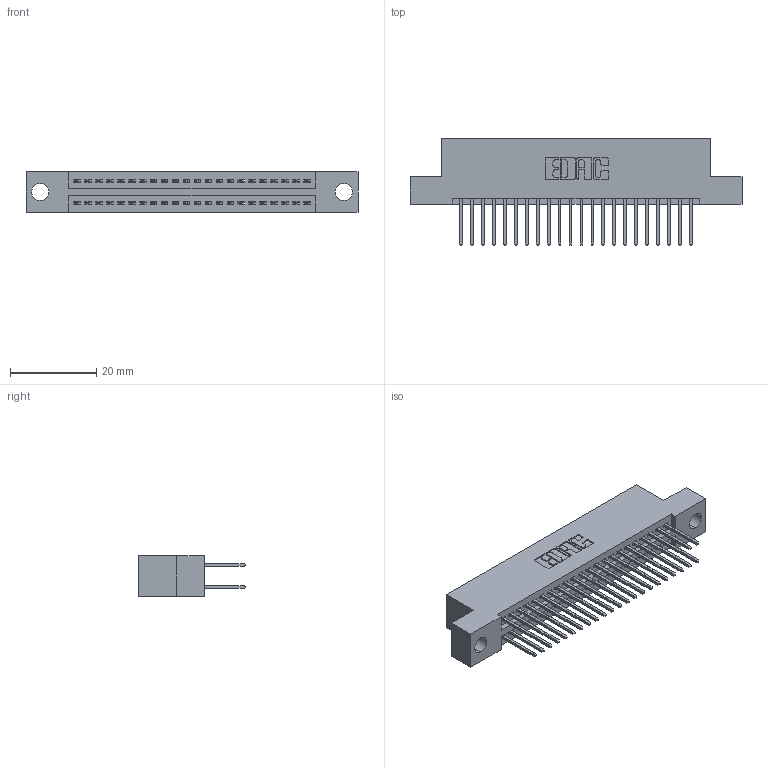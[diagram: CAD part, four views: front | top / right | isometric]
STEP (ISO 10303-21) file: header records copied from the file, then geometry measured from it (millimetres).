
FILE_DESCRIPTION (( 'STEP AP203' ), '1' );
FILE_NAME ('395-044-523-204.STEP', '2021-06-16T22:33:45', ( '' ), ( '' ), 'SwSTEP 2.0', 'SolidWorks 2020', '' );
FILE_SCHEMA (( 'CONFIG_CONTROL_DESIGN' ));
Length unit declared in the file: inch
Products named in the file (3): 395-044-523-204; 345-292-001_345-293-123; 345 Part_Flush Mounting Lugs - 0.156 Dia-TI
Assembly tree (45 placements, depth 2):
  395-044-523-204
    345 Part_Flush Mounting Lugs - 0.156 Dia-TI
    345-292-001_345-293-123  x44
Bounding box: 77.09 x 24.82 x 9.4 mm (x, y, z)
Volume: 7287.1 mm3; surface area: 10640.3 mm2
Topology: 45 solids, 45 shells, 2340 faces, 6933 edges, 4562 vertices
Faces by surface type: plane 1546, cylinder 794
Entity records: 20391 total; most frequent: CARTESIAN_POINT 3442, ORIENTED_EDGE 3374, DIRECTION 3059, EDGE_CURVE 1687, LINE 1467, VECTOR 1467, VERTEX_POINT 1122, AXIS2_PLACEMENT_3D 796
